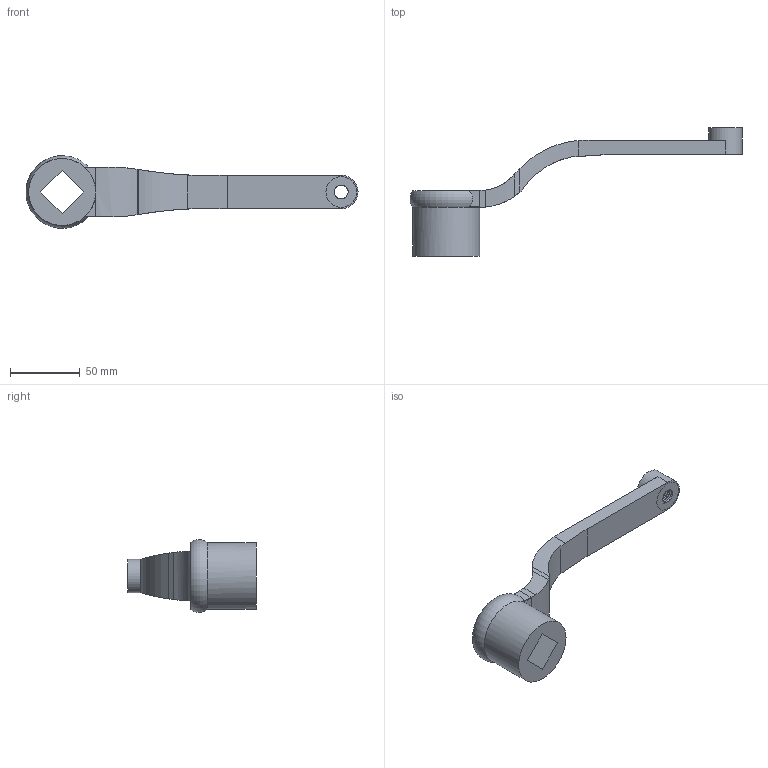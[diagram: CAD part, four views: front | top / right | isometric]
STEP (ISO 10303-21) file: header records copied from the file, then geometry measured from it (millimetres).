
FILE_DESCRIPTION(/* description */ (''),/* implementation_level */ '2;1');
FILE_NAME(/* name */ 'OB_250_N',/* time_stamp */ '2012-11-23T16:38:38+08:00',/* author */ (''),/* organization */ (''),/* preprocessor_version */ 'ST-DEVELOPER v9',/* originating_system */ 'UGS - NX 4.0',/* authorisation */ '');
FILE_SCHEMA (('CONFIG_CONTROL_DESIGN'));
Length unit declared in the file: millimetre
Products named in the file (1): Admi0AB6xmmy
Bounding box: 237.92 x 92 x 51.97 mm (x, y, z)
Volume: 124200.8 mm3; surface area: 30438.5 mm2
Topology: 1 solids, 1 shells, 51 faces, 142 edges, 94 vertices
Faces by surface type: cylinder 21, plane 19, extrusion 8, bspline 2, torus 1
Full cylindrical faces by diameter (mm): 24 x1, 48 x1
Entity records: 2746 total; most frequent: CARTESIAN_POINT 1453, ORIENTED_EDGE 288, DIRECTION 180, EDGE_CURVE 144, VERTEX_POINT 99, B_SPLINE_CURVE_WITH_KNOTS 82, VECTOR 60, AXIS2_PLACEMENT_3D 60
